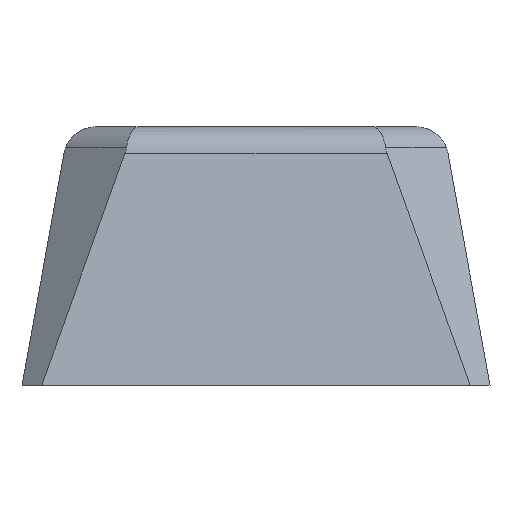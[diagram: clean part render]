
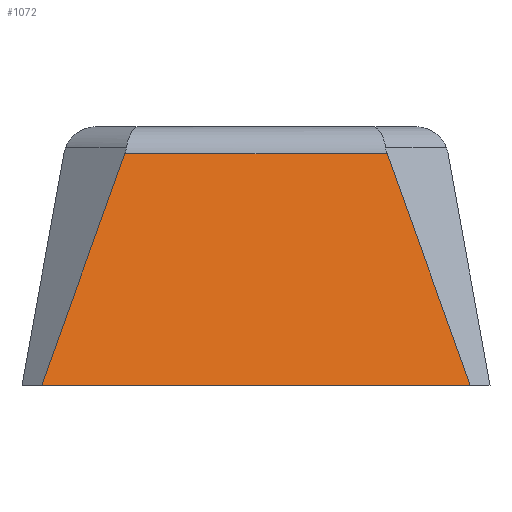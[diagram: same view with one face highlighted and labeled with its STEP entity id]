
A CAD part, left-side view. The second image highlights one B-rep face of the part: STEP entity #1072.
In plain terms, the highlighted planar face has unit normal (-0.984, 0, 0.178).
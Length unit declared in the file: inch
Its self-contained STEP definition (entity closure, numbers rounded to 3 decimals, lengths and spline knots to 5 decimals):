
#93=PLANE('',#1154);
#200=LINE('',#2517,#316);
#203=LINE('',#2531,#319);
#206=LINE('',#2537,#322);
#207=LINE('',#2538,#323);
#316=VECTOR('',#1391,0.3937);
#319=VECTOR('',#1408,0.3937);
#322=VECTOR('',#1413,0.3937);
#323=VECTOR('',#1414,0.3937);
#391=FACE_OUTER_BOUND('',#457,.T.);
#457=EDGE_LOOP('',(#972,#973,#974,#975));
#555=VERTEX_POINT('',#2514);
#556=VERTEX_POINT('',#2516);
#560=VERTEX_POINT('',#2530);
#562=VERTEX_POINT('',#2536);
#694=EDGE_CURVE('',#555,#556,#200,.T.);
#701=EDGE_CURVE('',#560,#556,#203,.T.);
#704=EDGE_CURVE('',#562,#555,#206,.T.);
#705=EDGE_CURVE('',#562,#560,#207,.T.);
#972=ORIENTED_EDGE('',*,*,#694,.F.);
#973=ORIENTED_EDGE('',*,*,#704,.F.);
#974=ORIENTED_EDGE('',*,*,#705,.T.);
#975=ORIENTED_EDGE('',*,*,#701,.T.);
#1072=ADVANCED_FACE('',(#391),#93,.T.);
#1154=AXIS2_PLACEMENT_3D('',#2535,#1411,#1412);
#1391=DIRECTION('',(0.,-1.,0.));
#1408=DIRECTION('',(0.168,0.333,0.928));
#1411=DIRECTION('center_axis',(-0.984,0.,0.178));
#1412=DIRECTION('ref_axis',(0.178,0.,0.984));
#1413=DIRECTION('',(0.168,-0.333,0.928));
#1414=DIRECTION('',(0.,-1.,0.));
#2514=CARTESIAN_POINT('',(-0.29244,0.19975,0.35261));
#2516=CARTESIAN_POINT('',(-0.29244,-0.19975,0.35261));
#2517=CARTESIAN_POINT('',(-0.29244,0.16315,0.35261));
#2530=CARTESIAN_POINT('',(-0.3563,-0.3263,0.));
#2531=CARTESIAN_POINT('',(-0.3563,-0.3263,0.));
#2535=CARTESIAN_POINT('Origin',(-0.3563,0.3263,0.));
#2536=CARTESIAN_POINT('',(-0.3563,0.3263,0.));
#2537=CARTESIAN_POINT('',(-0.3563,0.3263,0.));
#2538=CARTESIAN_POINT('',(-0.3563,0.3263,0.));
